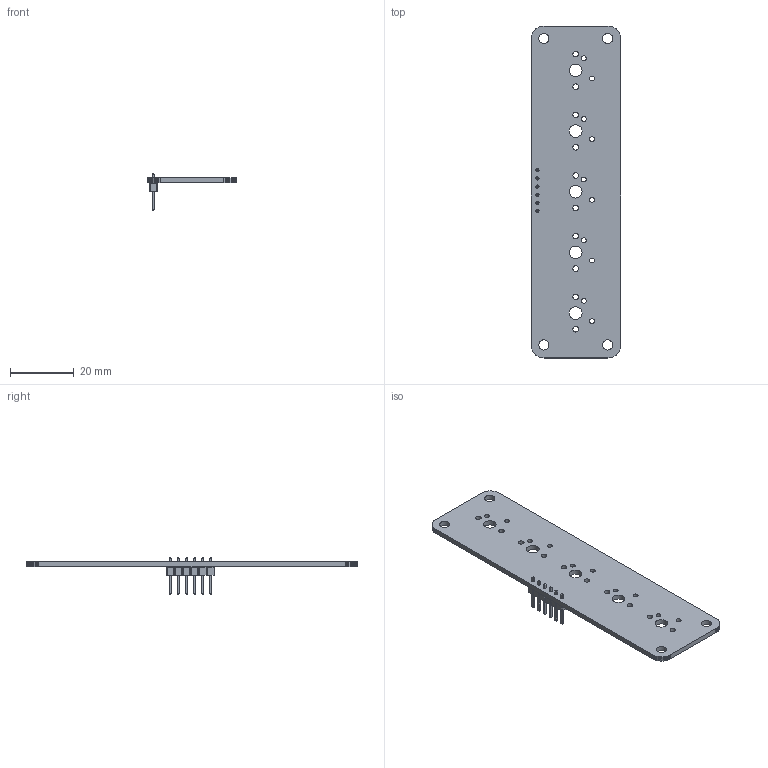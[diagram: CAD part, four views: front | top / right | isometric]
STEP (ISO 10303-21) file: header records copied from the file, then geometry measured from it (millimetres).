
FILE_DESCRIPTION(('KiCad electronic assembly'),'2;1');
FILE_NAME('Printer-keys5.step','2023-07-22T15:02:31',('Pcbnew'),('Kicad' ),'Open CASCADE STEP processor 7.7','KiCad to STEP converter', 'Unknown');
FILE_SCHEMA(('AUTOMOTIVE_DESIGN { 1 0 10303 214 1 1 1 1 }'));
Length unit declared in the file: millimetre
Products named in the file (4): Printer-keys5 1; PinHeader_1x06_P2.54mm_Vertical; SOLID; Printer-keys5 PCB
Assembly tree (3 placements, depth 3):
  Printer-keys5 1
    PinHeader_1x06_P2.54mm_Vertical
      SOLID
    Printer-keys5 PCB
Bounding box: 28 x 104 x 11.54 mm (x, y, z)
Volume: 4528.6 mm3; surface area: 6588.7 mm2
Topology: 2 solids, 2 shells, 253 faces, 663 edges, 426 vertices
Faces by surface type: plane 218, cylinder 35
Full cylindrical faces by diameter (mm): 1 x6, 1.524 x10, 1.75 x10, 3.2 x4, 3.988 x5
Entity records: 17712 total; most frequent: CARTESIAN_POINT 3092, DIRECTION 2503, LINE 1849, VECTOR 1849, ORIENTED_EDGE 1326, PCURVE 1326, DEFINITIONAL_REPRESENTATION 1326, EDGE_CURVE 663
